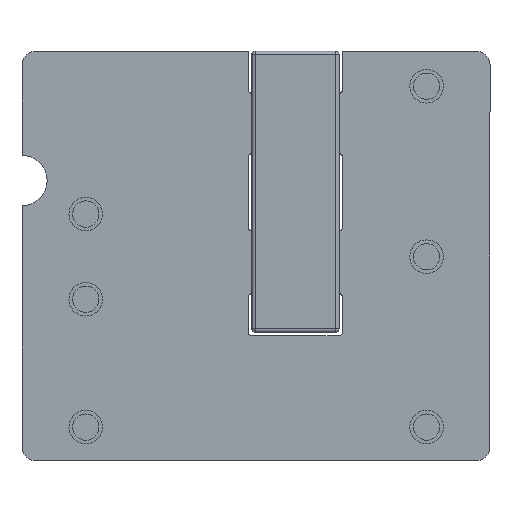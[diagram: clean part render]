
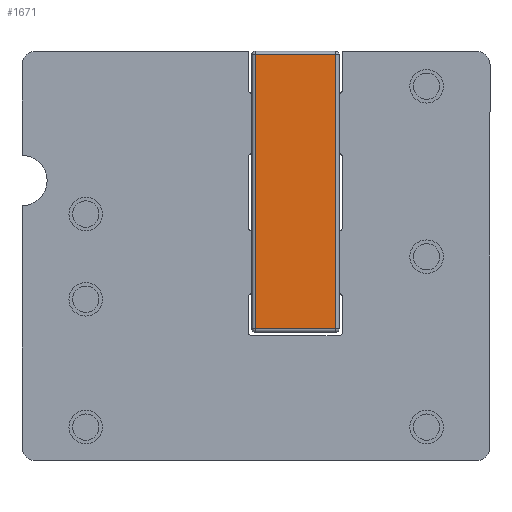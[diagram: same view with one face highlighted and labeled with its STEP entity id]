
A CAD part, front view. The second image highlights one B-rep face of the part: STEP entity #1671.
In plain terms, the highlighted planar face has unit normal (0, -1, 0).
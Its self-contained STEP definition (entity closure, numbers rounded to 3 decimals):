
#195 = CARTESIAN_POINT ( 'NONE',  ( -0.05, 0.5, 12. ) ) ;
#263 = CARTESIAN_POINT ( 'NONE',  ( 4.75, 0.5, 12. ) ) ;
#536 = ORIENTED_EDGE ( 'NONE', *, *, #3723, .T. ) ;
#744 = CARTESIAN_POINT ( 'NONE',  ( -0.05, 0.5, -4.35 ) ) ;
#823 = LINE ( 'NONE', #3130, #4316 ) ;
#951 = DIRECTION ( 'NONE',  ( 1., 0., 0. ) ) ;
#953 = LINE ( 'NONE', #263, #4833 ) ;
#1250 = DIRECTION ( 'NONE',  ( 0., 0., 1. ) ) ;
#1326 = AXIS2_PLACEMENT_3D ( 'NONE', #2418, #5927, #3492 ) ;
#1428 = VERTEX_POINT ( 'NONE', #744 ) ;
#1435 = VECTOR ( 'NONE', #951, 1000. ) ;
#1508 = ORIENTED_EDGE ( 'NONE', *, *, #6025, .T. ) ;
#1671 = ADVANCED_FACE ( 'NONE', ( #4705 ), #5418, .T. ) ;
#1938 = CARTESIAN_POINT ( 'NONE',  ( 4.75, 0.5, 12. ) ) ;
#1945 = CARTESIAN_POINT ( 'NONE',  ( 4.75, 0.5, -4.35 ) ) ;
#2026 = ORIENTED_EDGE ( 'NONE', *, *, #5948, .T. ) ;
#2382 = CARTESIAN_POINT ( 'NONE',  ( -0.05, 0.5, 12. ) ) ;
#2418 = CARTESIAN_POINT ( 'NONE',  ( 0., 0.5, 0. ) ) ;
#2493 = VERTEX_POINT ( 'NONE', #1938 ) ;
#2650 = DIRECTION ( 'NONE',  ( 0., 0., -1. ) ) ;
#3130 = CARTESIAN_POINT ( 'NONE',  ( -0.05, 0.5, -4.35 ) ) ;
#3195 = CARTESIAN_POINT ( 'NONE',  ( 4.75, 0.5, -4.35 ) ) ;
#3492 = DIRECTION ( 'NONE',  ( 0., 0., 1. ) ) ;
#3723 = EDGE_CURVE ( 'NONE', #1428, #6208, #4703, .T. ) ;
#3980 = EDGE_LOOP ( 'NONE', ( #1508, #2026, #4769, #536 ) ) ;
#4080 = LINE ( 'NONE', #2382, #4900 ) ;
#4316 = VECTOR ( 'NONE', #2650, 1000. ) ;
#4320 = EDGE_CURVE ( 'NONE', #5391, #1428, #823, .T. ) ;
#4521 = DIRECTION ( 'NONE',  ( -1., 0., 0. ) ) ;
#4703 = LINE ( 'NONE', #1945, #1435 ) ;
#4705 = FACE_OUTER_BOUND ( 'NONE', #3980, .T. ) ;
#4769 = ORIENTED_EDGE ( 'NONE', *, *, #4320, .T. ) ;
#4833 = VECTOR ( 'NONE', #1250, 1000. ) ;
#4900 = VECTOR ( 'NONE', #4521, 1000. ) ;
#5391 = VERTEX_POINT ( 'NONE', #195 ) ;
#5418 = PLANE ( 'NONE',  #1326 ) ;
#5927 = DIRECTION ( 'NONE',  ( 0., -1., 0. ) ) ;
#5948 = EDGE_CURVE ( 'NONE', #2493, #5391, #4080, .T. ) ;
#6025 = EDGE_CURVE ( 'NONE', #6208, #2493, #953, .T. ) ;
#6208 = VERTEX_POINT ( 'NONE', #3195 ) ;
